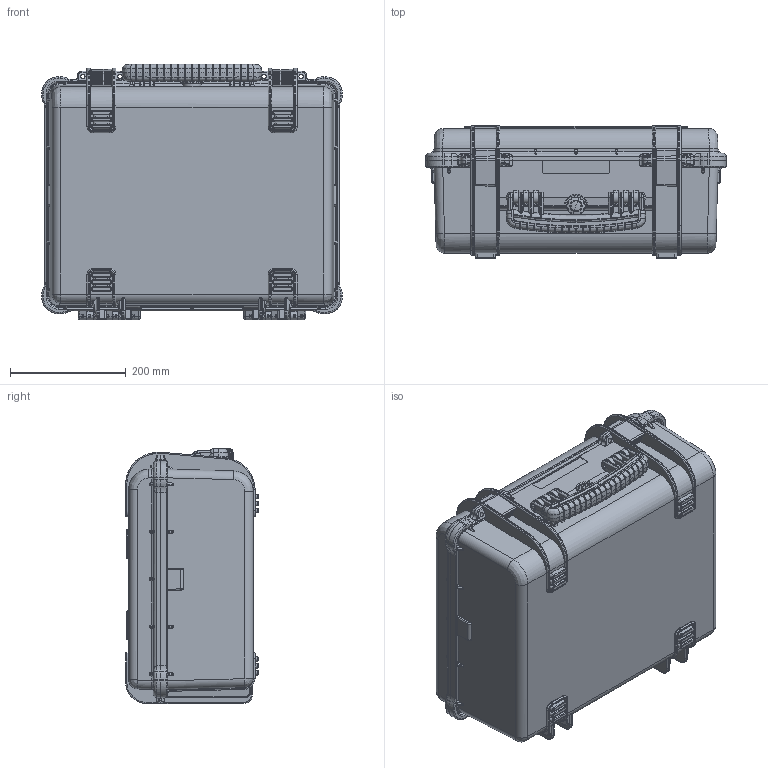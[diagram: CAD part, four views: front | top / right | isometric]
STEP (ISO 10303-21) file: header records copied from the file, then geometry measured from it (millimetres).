
FILE_DESCRIPTION (( 'STEP AP203' ), '1' );
FILE_NAME ('ZG-1915-0602.STEP', '2014-08-05T19:15:35', ( '' ), ( '' ), 'SwSTEP 2.0', 'SolidWorks 2014', '' );
FILE_SCHEMA (( 'CONFIG_CONTROL_DESIGN' ));
Length unit declared in the file: inch
Products named in the file (1): ZG-1915-0602
Bounding box: 519.2 x 229 x 441.48 mm (x, y, z)
Surface area: 1717251.9 mm2 (no closed solid volume)
Topology: 0 solids, 10 shells, 3465 faces, 10444 edges, 6759 vertices
Faces by surface type: plane 1155, cylinder 1066, bspline 859, cone 285, torus 60, sphere 40
Entity records: 198063 total; most frequent: CARTESIAN_POINT 115519, ORIENTED_EDGE 19256, DIRECTION 13298, EDGE_CURVE 10396, VERTEX_POINT 6759, VECTOR 4564, LINE 4564, AXIS2_PLACEMENT_3D 4367
